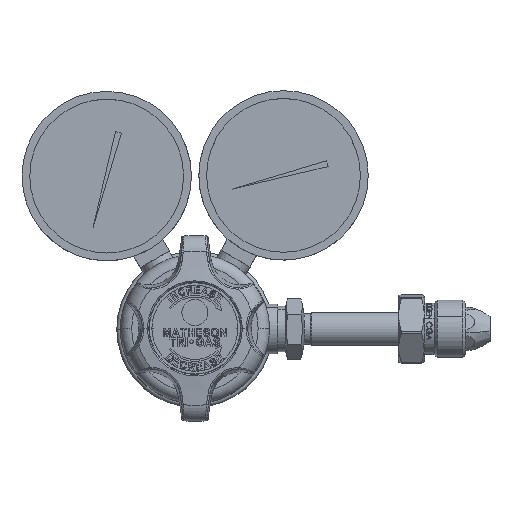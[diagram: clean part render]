
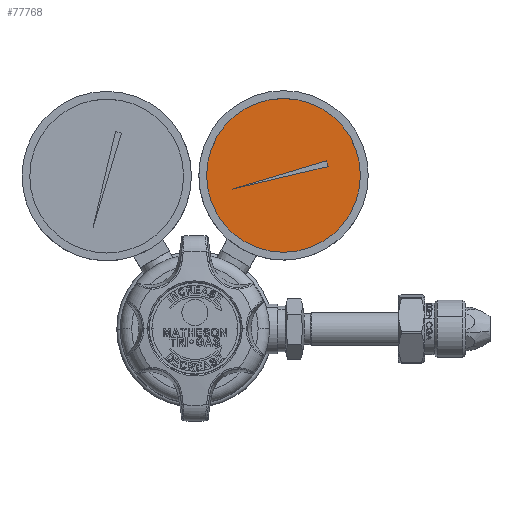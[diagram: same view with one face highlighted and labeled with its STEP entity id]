
A CAD part, top view. The second image highlights one B-rep face of the part: STEP entity #77768.
In plain terms, the highlighted planar face has unit normal (0, 0, 1).
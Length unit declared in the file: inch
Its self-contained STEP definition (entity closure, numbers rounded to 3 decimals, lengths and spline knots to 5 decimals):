
#77282=CARTESIAN_POINT('',(0.,0.,0.855));
#77283=DIRECTION('',(0.,0.,1.));
#77284=DIRECTION('',(1.,0.,0.));
#77285=AXIS2_PLACEMENT_3D('',#77282,#77283,#77284);
#77287=CARTESIAN_POINT('',(0.,0.,0.855));
#77288=DIRECTION('',(0.,0.,1.));
#77289=DIRECTION('',(-1.,0.,0.));
#77290=AXIS2_PLACEMENT_3D('',#77287,#77288,#77289);
#77292=DIRECTION('',(-0.707,0.707,0.));
#77293=VECTOR('',#77292,0.1);
#77294=CARTESIAN_POINT('',(0.57071,0.5,0.855));
#77295=LINE('',#77294,#77293);
#77296=DIRECTION('',(-0.685,-0.728,0.));
#77297=VECTOR('',#77296,1.64175);
#77298=CARTESIAN_POINT('',(0.5,0.57071,0.855));
#77299=LINE('',#77298,#77297);
#77300=DIRECTION('',(0.728,0.685,0.));
#77301=VECTOR('',#77300,1.64175);
#77302=CARTESIAN_POINT('',(-0.625,-0.625,0.855));
#77303=LINE('',#77302,#77301);
#77530=CARTESIAN_POINT('',(1.285,0.,0.855));
#77531=CARTESIAN_POINT('',(-1.285,0.,0.855));
#77532=VERTEX_POINT('',#77530);
#77533=VERTEX_POINT('',#77531);
#77544=CARTESIAN_POINT('',(0.57071,0.5,0.855));
#77545=CARTESIAN_POINT('',(0.5,0.57071,0.855));
#77546=VERTEX_POINT('',#77544);
#77547=VERTEX_POINT('',#77545);
#77548=CARTESIAN_POINT('',(-0.625,-0.625,0.855));
#77549=VERTEX_POINT('',#77548);
#77751=CARTESIAN_POINT('',(0.,0.,0.855));
#77752=DIRECTION('',(0.,0.,1.));
#77753=DIRECTION('',(1.,0.,0.));
#77754=AXIS2_PLACEMENT_3D('',#77751,#77752,#77753);
#77755=PLANE('',#77754);
#77756=ORIENTED_EDGE('',*,*,#77731,.F.);
#77757=ORIENTED_EDGE('',*,*,#77745,.F.);
#77758=EDGE_LOOP('',(#77756,#77757));
#77759=FACE_OUTER_BOUND('',#77758,.F.);
#77761=ORIENTED_EDGE('',*,*,#77760,.T.);
#77763=ORIENTED_EDGE('',*,*,#77762,.T.);
#77765=ORIENTED_EDGE('',*,*,#77764,.T.);
#77766=EDGE_LOOP('',(#77761,#77763,#77765));
#77767=FACE_BOUND('',#77766,.F.);
#77768=ADVANCED_FACE('',(#77759,#77767),#77755,.T.);
#77286=CIRCLE('',#77285,1.285);
#77291=CIRCLE('',#77290,1.285);
#77731=EDGE_CURVE('',#77532,#77533,#77286,.T.);
#77745=EDGE_CURVE('',#77533,#77532,#77291,.T.);
#77760=EDGE_CURVE('',#77546,#77547,#77295,.T.);
#77762=EDGE_CURVE('',#77547,#77549,#77299,.T.);
#77764=EDGE_CURVE('',#77549,#77546,#77303,.T.);
